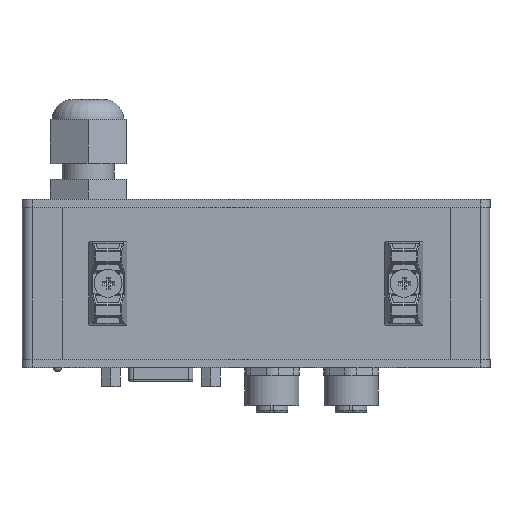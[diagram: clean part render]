
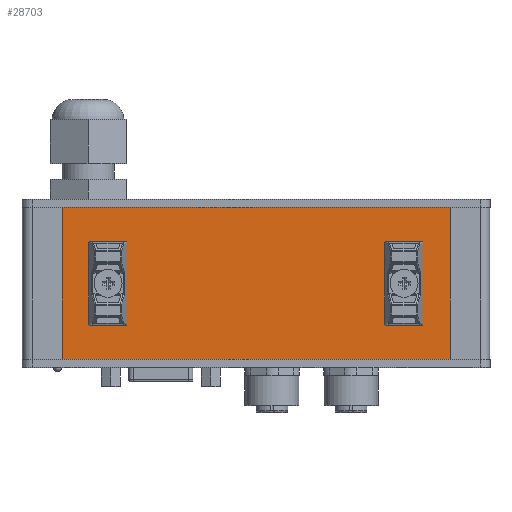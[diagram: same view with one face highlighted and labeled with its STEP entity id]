
A CAD part, top view. The second image highlights one B-rep face of the part: STEP entity #28703.
In plain terms, the highlighted planar face has unit normal (0, 0, 1).
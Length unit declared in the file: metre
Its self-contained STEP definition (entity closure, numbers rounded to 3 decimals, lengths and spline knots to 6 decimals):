
#744=ELLIPSE('',#34638,0.000311,0.0003);
#745=ELLIPSE('',#34639,0.000311,0.0003);
#746=ELLIPSE('',#34640,0.000311,0.0003);
#747=ELLIPSE('',#34641,0.000311,0.0003);
#748=ELLIPSE('',#34642,0.000311,0.0003);
#749=ELLIPSE('',#34643,0.000311,0.0003);
#750=ELLIPSE('',#34644,0.000311,0.0003);
#751=ELLIPSE('',#34645,0.000311,0.0003);
#3700=ORIENTED_EDGE('',*,*,#12168,.T.);
#3701=ORIENTED_EDGE('',*,*,#12169,.T.);
#3702=ORIENTED_EDGE('',*,*,#12170,.T.);
#3703=ORIENTED_EDGE('',*,*,#12171,.T.);
#3704=ORIENTED_EDGE('',*,*,#12172,.T.);
#3705=ORIENTED_EDGE('',*,*,#12173,.F.);
#3706=ORIENTED_EDGE('',*,*,#12174,.T.);
#3707=ORIENTED_EDGE('',*,*,#12175,.F.);
#3708=ORIENTED_EDGE('',*,*,#12176,.T.);
#3709=ORIENTED_EDGE('',*,*,#12177,.T.);
#3710=ORIENTED_EDGE('',*,*,#12178,.T.);
#3711=ORIENTED_EDGE('',*,*,#12179,.T.);
#3712=ORIENTED_EDGE('',*,*,#12180,.T.);
#3713=ORIENTED_EDGE('',*,*,#12181,.F.);
#3714=ORIENTED_EDGE('',*,*,#12182,.T.);
#3715=ORIENTED_EDGE('',*,*,#12183,.F.);
#3716=ORIENTED_EDGE('',*,*,#12184,.F.);
#3717=ORIENTED_EDGE('',*,*,#12162,.T.);
#3718=ORIENTED_EDGE('',*,*,#12185,.T.);
#3719=ORIENTED_EDGE('',*,*,#12167,.F.);
#12162=EDGE_CURVE('',#16397,#16396,#18779,.T.);
#12167=EDGE_CURVE('',#16401,#16398,#18784,.T.);
#12168=EDGE_CURVE('',#16402,#16403,#744,.F.);
#12169=EDGE_CURVE('',#16403,#16404,#18785,.T.);
#12170=EDGE_CURVE('',#16404,#16405,#745,.F.);
#12171=EDGE_CURVE('',#16405,#16406,#18786,.T.);
#12172=EDGE_CURVE('',#16406,#16407,#746,.F.);
#12173=EDGE_CURVE('',#16408,#16407,#18787,.T.);
#12174=EDGE_CURVE('',#16408,#16409,#747,.F.);
#12175=EDGE_CURVE('',#16402,#16409,#18788,.T.);
#12176=EDGE_CURVE('',#16410,#16411,#748,.F.);
#12177=EDGE_CURVE('',#16411,#16412,#18789,.T.);
#12178=EDGE_CURVE('',#16412,#16413,#749,.F.);
#12179=EDGE_CURVE('',#16413,#16414,#18790,.T.);
#12180=EDGE_CURVE('',#16414,#16415,#750,.F.);
#12181=EDGE_CURVE('',#16416,#16415,#18791,.T.);
#12182=EDGE_CURVE('',#16416,#16417,#751,.F.);
#12183=EDGE_CURVE('',#16410,#16417,#18792,.T.);
#12184=EDGE_CURVE('',#16397,#16401,#18793,.T.);
#12185=EDGE_CURVE('',#16396,#16398,#18794,.T.);
#16396=VERTEX_POINT('',#44775);
#16397=VERTEX_POINT('',#44777);
#16398=VERTEX_POINT('',#44781);
#16401=VERTEX_POINT('',#44786);
#16402=VERTEX_POINT('',#44790);
#16403=VERTEX_POINT('',#44791);
#16404=VERTEX_POINT('',#44793);
#16405=VERTEX_POINT('',#44795);
#16406=VERTEX_POINT('',#44797);
#16407=VERTEX_POINT('',#44799);
#16408=VERTEX_POINT('',#44801);
#16409=VERTEX_POINT('',#44803);
#16410=VERTEX_POINT('',#44806);
#16411=VERTEX_POINT('',#44807);
#16412=VERTEX_POINT('',#44809);
#16413=VERTEX_POINT('',#44811);
#16414=VERTEX_POINT('',#44813);
#16415=VERTEX_POINT('',#44815);
#16416=VERTEX_POINT('',#44817);
#16417=VERTEX_POINT('',#44819);
#18779=LINE('',#44776,#21630);
#18784=LINE('',#44787,#21635);
#18785=LINE('',#44792,#21636);
#18786=LINE('',#44796,#21637);
#18787=LINE('',#44800,#21638);
#18788=LINE('',#44804,#21639);
#18789=LINE('',#44808,#21640);
#18790=LINE('',#44812,#21641);
#18791=LINE('',#44816,#21642);
#18792=LINE('',#44820,#21643);
#18793=LINE('',#44821,#21644);
#18794=LINE('',#44822,#21645);
#21630=VECTOR('',#36751,1.);
#21635=VECTOR('',#36758,1.);
#21636=VECTOR('',#36763,1.);
#21637=VECTOR('',#36766,1.);
#21638=VECTOR('',#36769,1.);
#21639=VECTOR('',#36772,1.);
#21640=VECTOR('',#36775,1.);
#21641=VECTOR('',#36778,1.);
#21642=VECTOR('',#36781,1.);
#21643=VECTOR('',#36784,1.);
#21644=VECTOR('',#36785,1.);
#21645=VECTOR('',#36786,1.);
#24100=EDGE_LOOP('',(#3700,#3701,#3702,#3703,#3704,#3705,#3706,#3707));
#24101=EDGE_LOOP('',(#3708,#3709,#3710,#3711,#3712,#3713,#3714,#3715));
#24102=EDGE_LOOP('',(#3716,#3717,#3718,#3719));
#25977=FACE_BOUND('',#24100,.T.);
#25978=FACE_BOUND('',#24101,.T.);
#25979=FACE_BOUND('',#24102,.T.);
#27778=PLANE('',#34637);
#28703=ADVANCED_FACE('',(#25977,#25978,#25979),#27778,.T.);
#34637=AXIS2_PLACEMENT_3D('',#44788,#36759,#36760);
#34638=AXIS2_PLACEMENT_3D('',#44789,#36761,#36762);
#34639=AXIS2_PLACEMENT_3D('',#44794,#36764,#36765);
#34640=AXIS2_PLACEMENT_3D('',#44798,#36767,#36768);
#34641=AXIS2_PLACEMENT_3D('',#44802,#36770,#36771);
#34642=AXIS2_PLACEMENT_3D('',#44805,#36773,#36774);
#34643=AXIS2_PLACEMENT_3D('',#44810,#36776,#36777);
#34644=AXIS2_PLACEMENT_3D('',#44814,#36779,#36780);
#34645=AXIS2_PLACEMENT_3D('',#44818,#36782,#36783);
#36751=DIRECTION('',(0.,-1.,0.));
#36758=DIRECTION('',(0.,-1.,0.));
#36759=DIRECTION('',(0.,0.,1.));
#36760=DIRECTION('',(1.,0.,0.));
#36761=DIRECTION('',(0.,0.,1.));
#36762=DIRECTION('',(0.845,-0.535,0.));
#36763=DIRECTION('',(1.,0.,0.));
#36764=DIRECTION('',(0.,0.,1.));
#36765=DIRECTION('',(0.845,0.535,0.));
#36766=DIRECTION('',(0.,-1.,0.));
#36767=DIRECTION('',(0.,0.,1.));
#36768=DIRECTION('',(-0.845,0.535,0.));
#36769=DIRECTION('',(1.,0.,0.));
#36770=DIRECTION('',(0.,0.,1.));
#36771=DIRECTION('',(-0.845,-0.535,0.));
#36772=DIRECTION('',(0.,-1.,0.));
#36773=DIRECTION('',(0.,0.,1.));
#36774=DIRECTION('',(0.845,-0.535,0.));
#36775=DIRECTION('',(1.,0.,0.));
#36776=DIRECTION('',(0.,0.,1.));
#36777=DIRECTION('',(0.845,0.535,0.));
#36778=DIRECTION('',(0.,-1.,0.));
#36779=DIRECTION('',(0.,0.,1.));
#36780=DIRECTION('',(-0.845,0.535,0.));
#36781=DIRECTION('',(1.,0.,0.));
#36782=DIRECTION('',(0.,0.,1.));
#36783=DIRECTION('',(-0.845,-0.535,0.));
#36784=DIRECTION('',(0.,-1.,0.));
#36785=DIRECTION('',(1.,0.,0.));
#36786=DIRECTION('',(1.,0.,0.));
#44775=CARTESIAN_POINT('',(0.01,0.,0.0415));
#44776=CARTESIAN_POINT('',(0.01,0.019,0.0415));
#44777=CARTESIAN_POINT('',(0.01,0.038,0.0415));
#44781=CARTESIAN_POINT('',(0.107,0.,0.0415));
#44786=CARTESIAN_POINT('',(0.107,0.038,0.0415));
#44787=CARTESIAN_POINT('',(0.107,0.019,0.0415));
#44788=CARTESIAN_POINT('',(0.0585,0.019,0.0415));
#44789=CARTESIAN_POINT('',(0.017058,0.029197,0.0415));
#44790=CARTESIAN_POINT('',(0.01675,0.029207,0.0415));
#44791=CARTESIAN_POINT('',(0.017048,0.0295,0.0415));
#44792=CARTESIAN_POINT('',(0.0215,0.0295,0.0415));
#44793=CARTESIAN_POINT('',(0.025952,0.0295,0.0415));
#44794=CARTESIAN_POINT('',(0.025942,0.029197,0.0415));
#44795=CARTESIAN_POINT('',(0.02625,0.029207,0.0415));
#44796=CARTESIAN_POINT('',(0.02625,0.019,0.0415));
#44797=CARTESIAN_POINT('',(0.02625,0.008793,0.0415));
#44798=CARTESIAN_POINT('',(0.025942,0.008803,0.0415));
#44799=CARTESIAN_POINT('',(0.025952,0.0085,0.0415));
#44800=CARTESIAN_POINT('',(0.0215,0.0085,0.0415));
#44801=CARTESIAN_POINT('',(0.017048,0.0085,0.0415));
#44802=CARTESIAN_POINT('',(0.017058,0.008803,0.0415));
#44803=CARTESIAN_POINT('',(0.01675,0.008793,0.0415));
#44804=CARTESIAN_POINT('',(0.01675,0.019,0.0415));
#44805=CARTESIAN_POINT('',(0.091058,0.029197,0.0415));
#44806=CARTESIAN_POINT('',(0.09075,0.029207,0.0415));
#44807=CARTESIAN_POINT('',(0.091048,0.0295,0.0415));
#44808=CARTESIAN_POINT('',(0.0955,0.0295,0.0415));
#44809=CARTESIAN_POINT('',(0.099952,0.0295,0.0415));
#44810=CARTESIAN_POINT('',(0.099942,0.029197,0.0415));
#44811=CARTESIAN_POINT('',(0.10025,0.029207,0.0415));
#44812=CARTESIAN_POINT('',(0.10025,0.019,0.0415));
#44813=CARTESIAN_POINT('',(0.10025,0.008793,0.0415));
#44814=CARTESIAN_POINT('',(0.099942,0.008803,0.0415));
#44815=CARTESIAN_POINT('',(0.099952,0.0085,0.0415));
#44816=CARTESIAN_POINT('',(0.0955,0.0085,0.0415));
#44817=CARTESIAN_POINT('',(0.091048,0.0085,0.0415));
#44818=CARTESIAN_POINT('',(0.091058,0.008803,0.0415));
#44819=CARTESIAN_POINT('',(0.09075,0.008793,0.0415));
#44820=CARTESIAN_POINT('',(0.09075,0.019,0.0415));
#44821=CARTESIAN_POINT('',(0.017984,0.038,0.0415));
#44822=CARTESIAN_POINT('',(0.017984,0.,0.0415));
